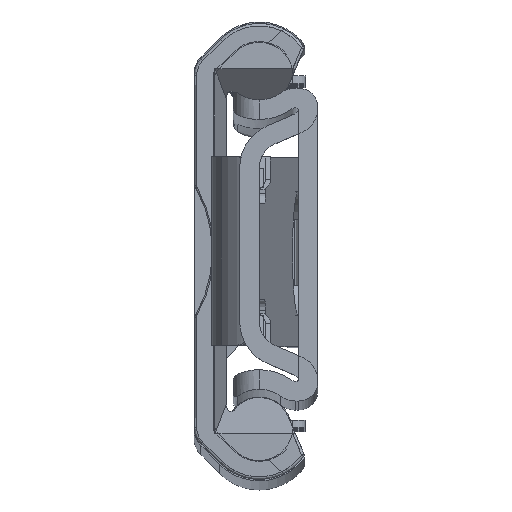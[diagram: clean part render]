
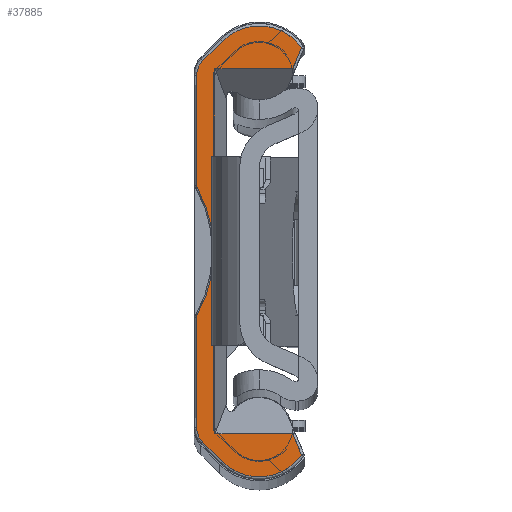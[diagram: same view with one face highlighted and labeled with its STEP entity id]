
A CAD part, top view. The second image highlights one B-rep face of the part: STEP entity #37885.
In plain terms, the highlighted planar face has unit normal (0, 0, 1).
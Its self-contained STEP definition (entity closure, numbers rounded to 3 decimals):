
#1365=PLANE('',#40187);
#2230=CIRCLE('',#40181,10.1);
#2234=CIRCLE('',#40188,1.6);
#2235=CIRCLE('',#40189,4.);
#2236=CIRCLE('',#40190,4.);
#2237=CIRCLE('',#40191,1.6);
#3833=FACE_OUTER_BOUND('',#5897,.T.);
#5897=EDGE_LOOP('',(#25010,#25011,#25012,#25013,#25014,#25015,#25016,#25017,
#25018,#25019,#25020,#25021,#25022,#25023));
#8155=LINE('',#54656,#10484);
#8157=LINE('',#54662,#10486);
#8158=LINE('',#54666,#10487);
#8159=LINE('',#54670,#10488);
#8160=LINE('',#54672,#10489);
#8161=LINE('',#54674,#10490);
#8162=LINE('',#54676,#10491);
#8163=LINE('',#54678,#10492);
#8164=LINE('',#54682,#10493);
#10484=VECTOR('',#44650,10.);
#10486=VECTOR('',#44656,10.);
#10487=VECTOR('',#44659,10.);
#10488=VECTOR('',#44662,10.);
#10489=VECTOR('',#44663,10.);
#10490=VECTOR('',#44664,10.);
#10491=VECTOR('',#44665,10.);
#10492=VECTOR('',#44666,10.);
#10493=VECTOR('',#44669,10.);
#14377=VERTEX_POINT('',#54577);
#14379=VERTEX_POINT('',#54595);
#14382=VERTEX_POINT('',#54655);
#14384=VERTEX_POINT('',#54661);
#14385=VERTEX_POINT('',#54663);
#14386=VERTEX_POINT('',#54665);
#14387=VERTEX_POINT('',#54667);
#14388=VERTEX_POINT('',#54669);
#14389=VERTEX_POINT('',#54671);
#14390=VERTEX_POINT('',#54673);
#14391=VERTEX_POINT('',#54675);
#14392=VERTEX_POINT('',#54677);
#14393=VERTEX_POINT('',#54679);
#14394=VERTEX_POINT('',#54681);
#18446=EDGE_CURVE('',#14379,#14377,#2230,.T.);
#18453=EDGE_CURVE('',#14377,#14382,#8155,.T.);
#18456=EDGE_CURVE('',#14384,#14379,#8157,.T.);
#18457=EDGE_CURVE('',#14385,#14384,#2234,.T.);
#18458=EDGE_CURVE('',#14386,#14385,#8158,.T.);
#18459=EDGE_CURVE('',#14387,#14386,#2235,.T.);
#18460=EDGE_CURVE('',#14388,#14387,#8159,.T.);
#18461=EDGE_CURVE('',#14388,#14389,#8160,.T.);
#18462=EDGE_CURVE('',#14389,#14390,#8161,.T.);
#18463=EDGE_CURVE('',#14390,#14391,#8162,.T.);
#18464=EDGE_CURVE('',#14392,#14391,#8163,.T.);
#18465=EDGE_CURVE('',#14393,#14392,#2236,.T.);
#18466=EDGE_CURVE('',#14394,#14393,#8164,.T.);
#18467=EDGE_CURVE('',#14382,#14394,#2237,.T.);
#25010=ORIENTED_EDGE('',*,*,#18446,.F.);
#25011=ORIENTED_EDGE('',*,*,#18456,.F.);
#25012=ORIENTED_EDGE('',*,*,#18457,.F.);
#25013=ORIENTED_EDGE('',*,*,#18458,.F.);
#25014=ORIENTED_EDGE('',*,*,#18459,.F.);
#25015=ORIENTED_EDGE('',*,*,#18460,.F.);
#25016=ORIENTED_EDGE('',*,*,#18461,.T.);
#25017=ORIENTED_EDGE('',*,*,#18462,.T.);
#25018=ORIENTED_EDGE('',*,*,#18463,.T.);
#25019=ORIENTED_EDGE('',*,*,#18464,.F.);
#25020=ORIENTED_EDGE('',*,*,#18465,.F.);
#25021=ORIENTED_EDGE('',*,*,#18466,.F.);
#25022=ORIENTED_EDGE('',*,*,#18467,.F.);
#25023=ORIENTED_EDGE('',*,*,#18453,.F.);
#37885=ADVANCED_FACE('',(#3833),#1365,.F.);
#40181=AXIS2_PLACEMENT_3D('',#54597,#44638,#44639);
#40187=AXIS2_PLACEMENT_3D('',#54660,#44654,#44655);
#40188=AXIS2_PLACEMENT_3D('',#54664,#44657,#44658);
#40189=AXIS2_PLACEMENT_3D('',#54668,#44660,#44661);
#40190=AXIS2_PLACEMENT_3D('',#54680,#44667,#44668);
#40191=AXIS2_PLACEMENT_3D('',#54683,#44670,#44671);
#44638=DIRECTION('center_axis',(0.,0.,
1.));
#44639=DIRECTION('ref_axis',(1.,0.,0.));
#44650=DIRECTION('',(0.,1.,0.));
#44654=DIRECTION('center_axis',(0.,0.,
-1.));
#44655=DIRECTION('ref_axis',(1.,0.,0.));
#44656=DIRECTION('',(0.,1.,0.));
#44657=DIRECTION('center_axis',(0.,0.,
-1.));
#44658=DIRECTION('ref_axis',(-0.924,-0.383,0.));
#44659=DIRECTION('',(-0.707,0.707,0.));
#44660=DIRECTION('center_axis',(0.,0.,
-1.));
#44661=DIRECTION('ref_axis',(0.082,-0.997,0.));
#44662=DIRECTION('',(0.391,-0.921,0.));
#44663=DIRECTION('',(-1.,0.,0.));
#44664=DIRECTION('',(0.,1.,0.));
#44665=DIRECTION('',(1.,0.,0.));
#44666=DIRECTION('',(-0.391,-0.921,0.));
#44667=DIRECTION('center_axis',(0.,0.,
-1.));
#44668=DIRECTION('ref_axis',(0.082,0.997,0.));
#44669=DIRECTION('',(0.707,0.707,0.));
#44670=DIRECTION('center_axis',(0.,0.,
-1.));
#44671=DIRECTION('ref_axis',(-0.924,0.383,0.));
#54577=CARTESIAN_POINT('',(-4.8,4.957,204.));
#54595=CARTESIAN_POINT('',(-4.8,-4.957,204.));
#54597=CARTESIAN_POINT('Origin',(-13.6,0.,204.));
#54655=CARTESIAN_POINT('',(-4.8,13.494,204.));
#54656=CARTESIAN_POINT('',(-4.8,11.489,204.));
#54660=CARTESIAN_POINT('Origin',(-2.302,9.483,204.));
#54661=CARTESIAN_POINT('',(-4.8,-13.494,204.));
#54662=CARTESIAN_POINT('',(-4.8,11.489,204.));
#54663=CARTESIAN_POINT('',(-4.331,-14.625,204.));
#54664=CARTESIAN_POINT('Origin',(-3.2,-13.494,204.));
#54665=CARTESIAN_POINT('',(-2.828,-16.128,204.));
#54666=CARTESIAN_POINT('',(-9.1,-9.857,204.));
#54667=CARTESIAN_POINT('',(3.252,-15.63,204.));
#54668=CARTESIAN_POINT('Origin',(0.,-13.3,
204.));
#54669=CARTESIAN_POINT('',(2.56,-14.,204.));
#54670=CARTESIAN_POINT('',(-2.302,-2.547,204.));
#54671=CARTESIAN_POINT('',(-3.4,-14.,204.));
#54672=CARTESIAN_POINT('',(-2.401,-14.,204.));
#54673=CARTESIAN_POINT('',(-3.4,14.,204.));
#54674=CARTESIAN_POINT('',(-3.4,4.742,204.));
#54675=CARTESIAN_POINT('',(2.56,14.,204.));
#54676=CARTESIAN_POINT('',(-2.401,14.,204.));
#54677=CARTESIAN_POINT('',(3.252,15.63,204.));
#54678=CARTESIAN_POINT('',(1.109,10.582,204.));
#54679=CARTESIAN_POINT('',(-2.828,16.128,204.));
#54680=CARTESIAN_POINT('Origin',(0.,13.3,204.));
#54681=CARTESIAN_POINT('',(-4.331,14.625,204.));
#54682=CARTESIAN_POINT('',(-4.358,14.599,204.));
#54683=CARTESIAN_POINT('Origin',(-3.2,13.494,204.));
